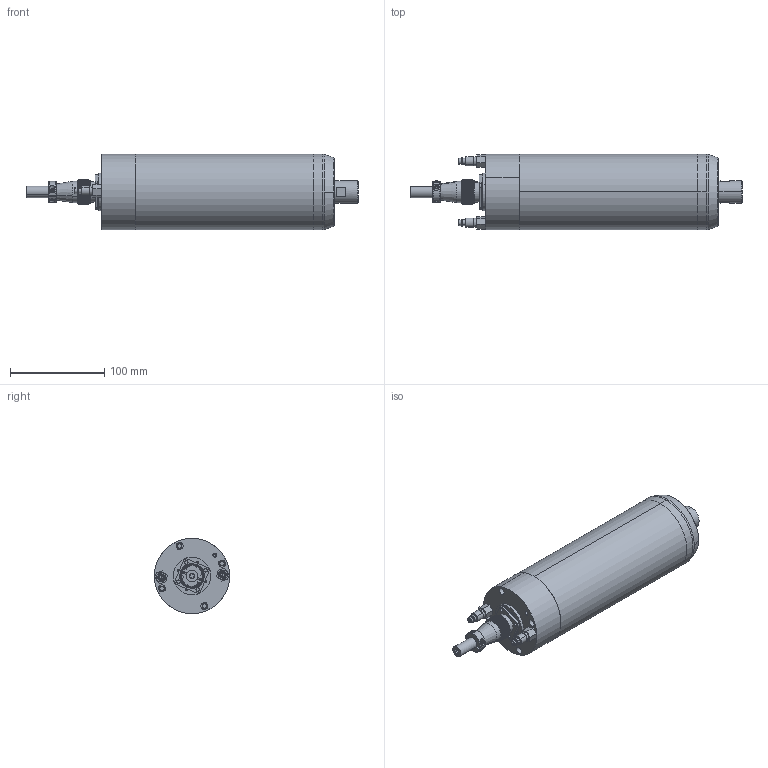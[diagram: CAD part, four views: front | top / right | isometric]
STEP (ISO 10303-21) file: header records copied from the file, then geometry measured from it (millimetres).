
FILE_DESCRIPTION (( 'STEP AP214' ), '1' );
FILE_NAME ('GDK80-40Z-4.0-4(380V).STEP', '2024-07-29T01:54:59', ( '00' ), ( '' ), 'SwSTEP 2.0', 'SolidWorks 2018', '' );
FILE_SCHEMA (( 'AUTOMOTIVE_DESIGN' ));
Length unit declared in the file: millimetre
Products named in the file (12): GBT823_M3℅10; ヶ蹟譫; 滅鳥欶; YX20-4瑤脣釱; YX20-4瑤脣芛; 儂褲; GDK80-40Z-4.0-4(380V); 粣; YX20-4瑤脣; 傷裔; 阨郲30.5ㄗM10ㄘ_1; 堤盄釱
Assembly tree (13 placements, depth 3):
  GDK80-40Z-4.0-4(380V)
    儂褲
    堤盄釱
    傷裔
    滅鳥欶
    ヶ蹟譫
    粣
    阨郲30.5ㄗM10ㄘ_1  x2
    YX20-4瑤脣
      YX20-4瑤脣釱
      YX20-4瑤脣芛
      GBT823_M3℅10  x2
Bounding box: 352.8 x 80 x 80 mm (x, y, z)
Volume: 669393.9 mm3; surface area: 172087.9 mm2
Topology: 17 solids, 17 shells, 3310 faces, 8170 edges, 5377 vertices
Faces by surface type: plane 1327, cone 1047, cylinder 892, torus 21, sphere 12, bspline 11
Entity records: 102797 total; most frequent: CARTESIAN_POINT 25258, ORIENTED_EDGE 16036, DIRECTION 15186, EDGE_CURVE 8018, AXIS2_PLACEMENT_3D 6171, VERTEX_POINT 5307, EDGE_LOOP 3847, FACE_OUTER_BOUND 3257
